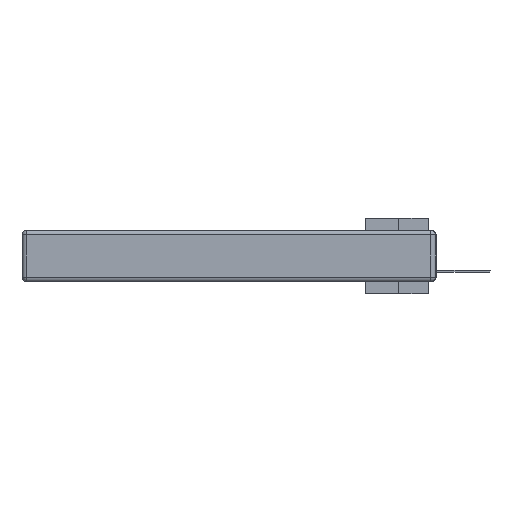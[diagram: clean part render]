
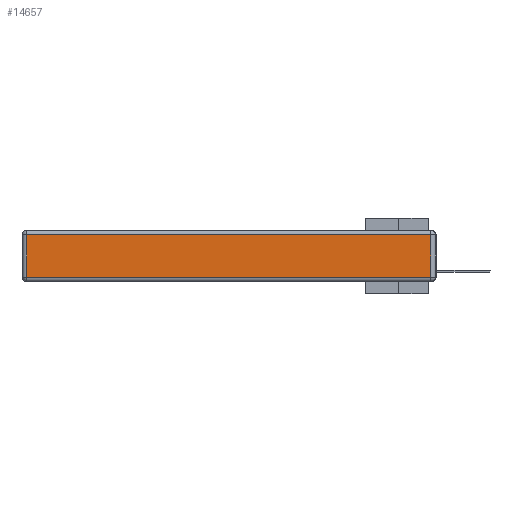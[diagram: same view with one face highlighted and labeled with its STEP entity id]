
A CAD part, left-side view. The second image highlights one B-rep face of the part: STEP entity #14657.
In plain terms, the highlighted planar face has unit normal (-1, 0, 0).
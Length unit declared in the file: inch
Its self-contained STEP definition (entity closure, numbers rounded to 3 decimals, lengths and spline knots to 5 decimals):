
#448 = LINE ( 'NONE', #22364, #36912 ) ;
#1027 = PLANE ( 'NONE',  #2586 ) ;
#1401 = DIRECTION ( 'NONE',  ( 0., 1., 0. ) ) ;
#1576 = VERTEX_POINT ( 'NONE', #17794 ) ;
#2586 = AXIS2_PLACEMENT_3D ( 'NONE', #36886, #25121, #10230 ) ;
#3295 = VERTEX_POINT ( 'NONE', #19856 ) ;
#4095 = ORIENTED_EDGE ( 'NONE', *, *, #31760, .T. ) ;
#5800 = VECTOR ( 'NONE', #24186, 39.37008 ) ;
#7164 = CARTESIAN_POINT ( 'NONE',  ( 0., 2.72, -0.343 ) ) ;
#9808 = ORIENTED_EDGE ( 'NONE', *, *, #25439, .T. ) ;
#9946 = DIRECTION ( 'NONE',  ( 0., 0., 1. ) ) ;
#10230 = DIRECTION ( 'NONE',  ( 0., 0., 1. ) ) ;
#10851 = VECTOR ( 'NONE', #9946, 39.37008 ) ;
#13166 = FACE_OUTER_BOUND ( 'NONE', #17490, .T. ) ;
#13292 = EDGE_CURVE ( 'NONE', #35604, #15808, #448, .T. ) ;
#14657 = ADVANCED_FACE ( 'NONE', ( #13166 ), #1027, .T. ) ;
#15808 = VERTEX_POINT ( 'NONE', #25398 ) ;
#17490 = EDGE_LOOP ( 'NONE', ( #17957, #4095, #38434, #9808 ) ) ;
#17794 = CARTESIAN_POINT ( 'NONE',  ( 0., 0.03, -0.313 ) ) ;
#17957 = ORIENTED_EDGE ( 'NONE', *, *, #29804, .T. ) ;
#19856 = CARTESIAN_POINT ( 'NONE',  ( 0., 2.72, -0.313 ) ) ;
#22062 = LINE ( 'NONE', #7164, #26924 ) ;
#22364 = CARTESIAN_POINT ( 'NONE',  ( 0., 2.75, -0.03 ) ) ;
#24186 = DIRECTION ( 'NONE',  ( 0., -1., 0. ) ) ;
#25025 = LINE ( 'NONE', #27968, #10851 ) ;
#25121 = DIRECTION ( 'NONE',  ( -1., 0., 0. ) ) ;
#25398 = CARTESIAN_POINT ( 'NONE',  ( 0., 2.72, -0.03 ) ) ;
#25439 = EDGE_CURVE ( 'NONE', #15808, #3295, #22062, .T. ) ;
#26924 = VECTOR ( 'NONE', #36570, 39.37008 ) ;
#27968 = CARTESIAN_POINT ( 'NONE',  ( 0., 0.03, -0.343 ) ) ;
#29804 = EDGE_CURVE ( 'NONE', #3295, #1576, #35743, .T. ) ;
#31224 = CARTESIAN_POINT ( 'NONE',  ( 0., 0.03, -0.03 ) ) ;
#31760 = EDGE_CURVE ( 'NONE', #1576, #35604, #25025, .T. ) ;
#35540 = CARTESIAN_POINT ( 'NONE',  ( 0., 0., -0.313 ) ) ;
#35604 = VERTEX_POINT ( 'NONE', #31224 ) ;
#35743 = LINE ( 'NONE', #35540, #5800 ) ;
#36570 = DIRECTION ( 'NONE',  ( 0., 0., -1. ) ) ;
#36886 = CARTESIAN_POINT ( 'NONE',  ( 0., 0., -0.343 ) ) ;
#36912 = VECTOR ( 'NONE', #1401, 39.37008 ) ;
#38434 = ORIENTED_EDGE ( 'NONE', *, *, #13292, .T. ) ;
